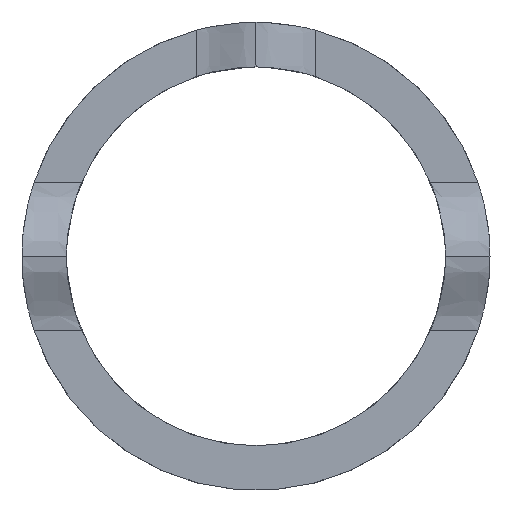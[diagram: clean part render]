
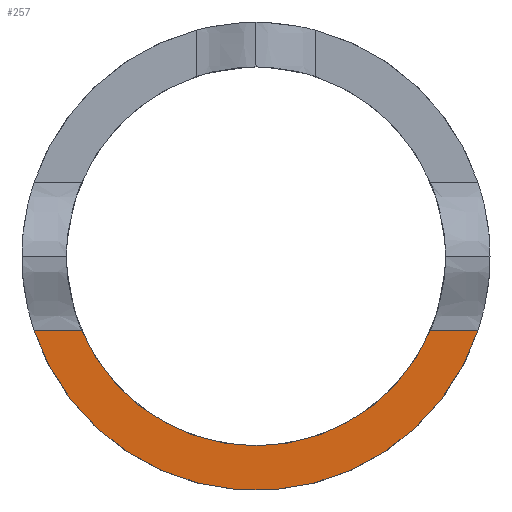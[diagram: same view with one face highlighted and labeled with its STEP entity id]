
A CAD part, top view. The second image highlights one B-rep face of the part: STEP entity #257.
In plain terms, the highlighted planar face has unit normal (0, 0, 1).
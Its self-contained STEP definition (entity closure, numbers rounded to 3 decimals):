
#109=CARTESIAN_POINT('Axis2P3D Location',(0.,5.,1.)) ;
#200=CARTESIAN_POINT('Vertex',(11.729,-5.,1.)) ;
#203=CARTESIAN_POINT('Line Origine',(0.,-5.,1.)) ;
#207=CARTESIAN_POINT('Vertex',(14.935,-5.,1.)) ;
#232=CARTESIAN_POINT('Axis2P3D Location',(0.,0.,1.)) ;
#236=CARTESIAN_POINT('Vertex',(-14.935,-5.,1.)) ;
#239=CARTESIAN_POINT('Axis2P3D Location',(0.,0.,1.)) ;
#243=CARTESIAN_POINT('Vertex',(-11.729,-5.,1.)) ;
#246=CARTESIAN_POINT('Line Origine',(-13.332,-5.,1.)) ;
#110=DIRECTION('Axis2P3D Direction',(0.,0.,-1.)) ;
#111=DIRECTION('Axis2P3D XDirection',(0.,1.,0.)) ;
#204=DIRECTION('Vector Direction',(1.,0.,0.)) ;
#233=DIRECTION('Axis2P3D Direction',(0.,0.,-1.)) ;
#240=DIRECTION('Axis2P3D Direction',(0.,0.,-1.)) ;
#247=DIRECTION('Vector Direction',(1.,0.,0.)) ;
#112=AXIS2_PLACEMENT_3D('Plane Axis2P3D',#109,#110,#111) ;
#234=AXIS2_PLACEMENT_3D('Circle Axis2P3D',#232,#233,$) ;
#241=AXIS2_PLACEMENT_3D('Circle Axis2P3D',#239,#240,$) ;
#252=ORIENTED_EDGE('',*,*,#238,.F.) ;
#253=ORIENTED_EDGE('',*,*,#209,.F.) ;
#254=ORIENTED_EDGE('',*,*,#245,.T.) ;
#255=ORIENTED_EDGE('',*,*,#250,.F.) ;
#205=VECTOR('Line Direction',#204,1.) ;
#248=VECTOR('Line Direction',#247,1.) ;
#257=ADVANCED_FACE('',(#256),#113,.F.) ;
#235=CIRCLE('generated circle',#234,15.75) ;
#242=CIRCLE('generated circle',#241,12.75) ;
#209=EDGE_CURVE('',#201,#208,#206,.T.) ;
#238=EDGE_CURVE('',#208,#237,#235,.T.) ;
#245=EDGE_CURVE('',#201,#244,#242,.T.) ;
#250=EDGE_CURVE('',#237,#244,#249,.T.) ;
#251=EDGE_LOOP('',(#252,#253,#254,#255)) ;
#256=FACE_OUTER_BOUND('',#251,.T.) ;
#206=LINE('Line',#203,#205) ;
#249=LINE('Line',#246,#248) ;
#113=PLANE('Plane',#112) ;
#201=VERTEX_POINT('',#200) ;
#208=VERTEX_POINT('',#207) ;
#237=VERTEX_POINT('',#236) ;
#244=VERTEX_POINT('',#243) ;
